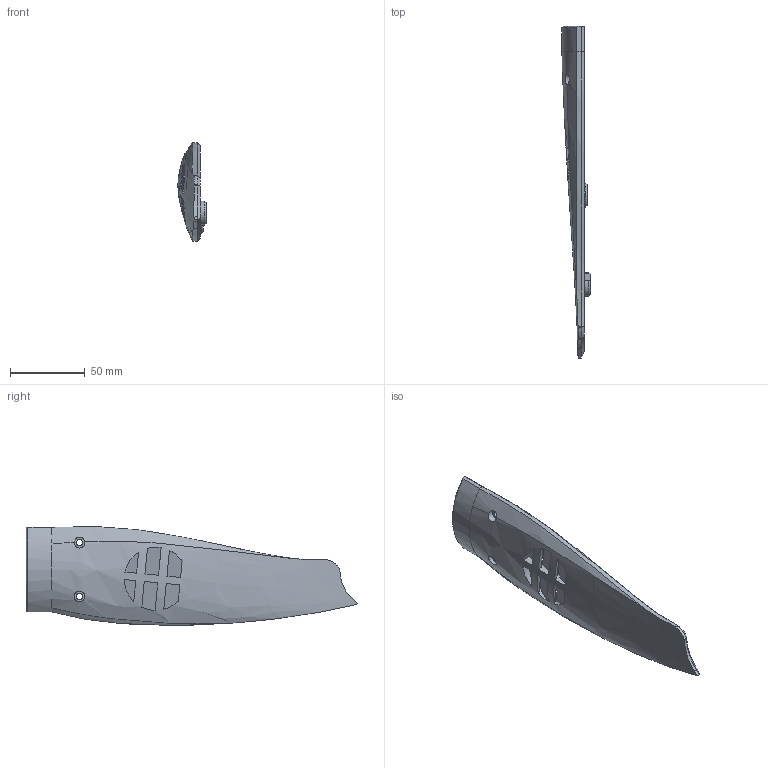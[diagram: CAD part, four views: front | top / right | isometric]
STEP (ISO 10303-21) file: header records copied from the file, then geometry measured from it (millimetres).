
FILE_DESCRIPTION(/* description */ ('STEP AP214'),/* implementation_level */ '2;1');
FILE_NAME(/* name */ '683c511e4258294a187f3db2',/* time_stamp */ '2025-06-01T13:09:51Z',/* author */ (''),/* organization */ (''),/* preprocessor_version */ 'ST-DEVELOPER v20',/* originating_system */ 'ONSHAPE BY PTC INC, 1.198',/* authorisation */ ' ');
FILE_SCHEMA (('AUTOMOTIVE_DESIGN {1 0 10303 214 3 1 1}'));
Length unit declared in the file: metre
Products named in the file (1): Part 36
Bounding box: 18.9 x 221.65 x 65.96 mm (x, y, z)
Volume: 50682.2 mm3; surface area: 29025 mm2
Topology: 1 solids, 1 shells, 129 faces, 355 edges, 234 vertices
Faces by surface type: plane 84, cylinder 23, bspline 18, cone 4
Full cylindrical faces by diameter (mm): 4.2 x2, 5.2 x2, 7.2 x2
Entity records: 5016 total; most frequent: CARTESIAN_POINT 1917, ORIENTED_EDGE 694, DIRECTION 521, EDGE_CURVE 347, VERTEX_POINT 233, LINE 193, VECTOR 193, AXIS2_PLACEMENT_3D 164
